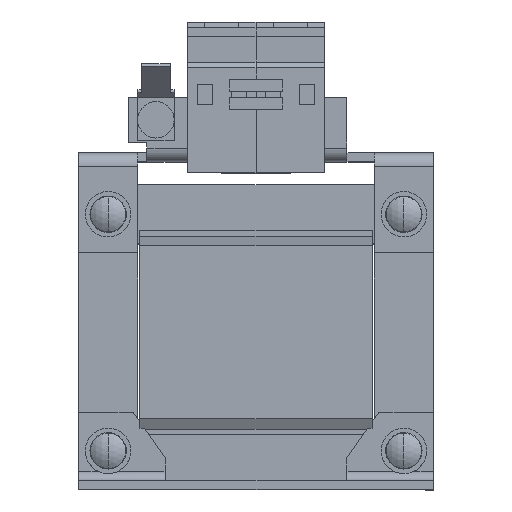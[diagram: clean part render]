
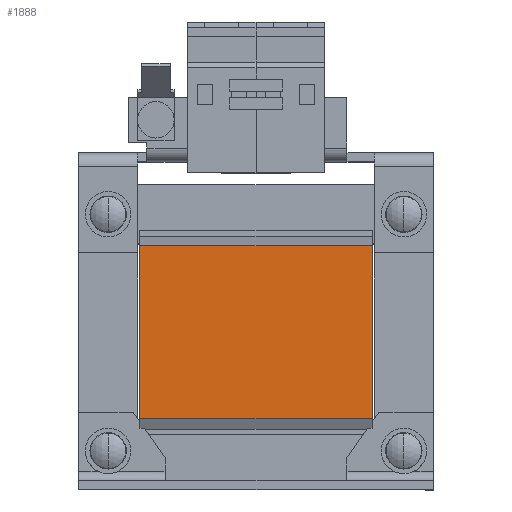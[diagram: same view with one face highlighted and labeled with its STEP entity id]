
A CAD part, top view. The second image highlights one B-rep face of the part: STEP entity #1888.
In plain terms, the highlighted planar face has unit normal (0, 0, 1).
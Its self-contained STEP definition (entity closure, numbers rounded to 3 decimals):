
#892 = ORIENTED_EDGE ( 'NONE', *, *, #3075, .F. ) ;
#1005 = CARTESIAN_POINT ( 'NONE',  ( -25.5, 19., 34.7 ) ) ;
#1873 = CARTESIAN_POINT ( 'NONE',  ( 25.5, 19., 34.7 ) ) ;
#1888 = ADVANCED_FACE ( 'NONE', ( #3810 ), #12462, .F. ) ;
#2268 = CARTESIAN_POINT ( 'NONE',  ( -25.5, -19., 34.7 ) ) ;
#3010 = DIRECTION ( 'NONE',  ( -1., 0., 0. ) ) ;
#3075 = EDGE_CURVE ( 'NONE', #10529, #10774, #8180, .T. ) ;
#3237 = VERTEX_POINT ( 'NONE', #2268 ) ;
#3238 = VECTOR ( 'NONE', #9624, 1000. ) ;
#3810 = FACE_OUTER_BOUND ( 'NONE', #12233, .T. ) ;
#4284 = EDGE_CURVE ( 'NONE', #10774, #3237, #10764, .T. ) ;
#4478 = LINE ( 'NONE', #8793, #11554 ) ;
#4522 = CARTESIAN_POINT ( 'NONE',  ( 25.5, 19., 34.7 ) ) ;
#5016 = AXIS2_PLACEMENT_3D ( 'NONE', #1873, #10678, #7661 ) ;
#5416 = CARTESIAN_POINT ( 'NONE',  ( 25.5, 19., 34.7 ) ) ;
#5598 = VECTOR ( 'NONE', #7406, 1000. ) ;
#5717 = VERTEX_POINT ( 'NONE', #5904 ) ;
#5904 = CARTESIAN_POINT ( 'NONE',  ( -25.5, 19., 34.7 ) ) ;
#6605 = ORIENTED_EDGE ( 'NONE', *, *, #7868, .T. ) ;
#6634 = ORIENTED_EDGE ( 'NONE', *, *, #4284, .F. ) ;
#6799 = CARTESIAN_POINT ( 'NONE',  ( 25.5, -19., 34.7 ) ) ;
#7406 = DIRECTION ( 'NONE',  ( 0., -1., 0. ) ) ;
#7661 = DIRECTION ( 'NONE',  ( 0., 1., 0. ) ) ;
#7868 = EDGE_CURVE ( 'NONE', #10529, #5717, #4478, .T. ) ;
#7989 = DIRECTION ( 'NONE',  ( 0., -1., 0. ) ) ;
#8180 = LINE ( 'NONE', #5416, #5598 ) ;
#8793 = CARTESIAN_POINT ( 'NONE',  ( 25.5, 19., 34.7 ) ) ;
#8997 = EDGE_CURVE ( 'NONE', #5717, #3237, #9575, .T. ) ;
#9575 = LINE ( 'NONE', #1005, #11528 ) ;
#9624 = DIRECTION ( 'NONE',  ( -1., 0., 0. ) ) ;
#10529 = VERTEX_POINT ( 'NONE', #4522 ) ;
#10678 = DIRECTION ( 'NONE',  ( 0., 0., -1. ) ) ;
#10764 = LINE ( 'NONE', #6799, #3238 ) ;
#10774 = VERTEX_POINT ( 'NONE', #11803 ) ;
#11528 = VECTOR ( 'NONE', #7989, 1000. ) ;
#11554 = VECTOR ( 'NONE', #3010, 1000. ) ;
#11664 = ORIENTED_EDGE ( 'NONE', *, *, #8997, .T. ) ;
#11803 = CARTESIAN_POINT ( 'NONE',  ( 25.5, -19., 34.7 ) ) ;
#12233 = EDGE_LOOP ( 'NONE', ( #11664, #6634, #892, #6605 ) ) ;
#12462 = PLANE ( 'NONE',  #5016 ) ;
